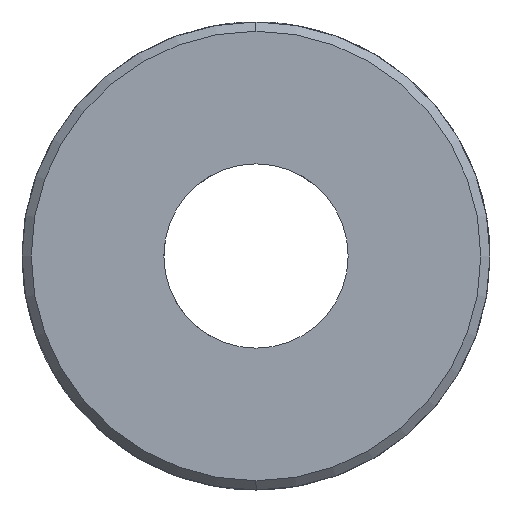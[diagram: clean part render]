
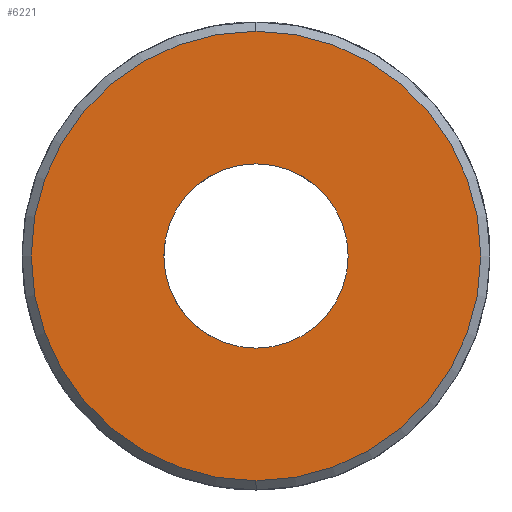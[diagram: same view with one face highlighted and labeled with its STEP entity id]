
A CAD part, left-side view. The second image highlights one B-rep face of the part: STEP entity #6221.
In plain terms, the highlighted planar face has unit normal (-1, 0, 0).
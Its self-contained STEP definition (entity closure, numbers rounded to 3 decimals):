
#336 = CARTESIAN_POINT ( 'NONE',  ( -12.7, 0., 5. ) ) ;
#471 = CARTESIAN_POINT ( 'NONE',  ( -12.7, 0., -12.2 ) ) ;
#1023 = VERTEX_POINT ( 'NONE', #471 ) ;
#1069 = CIRCLE ( 'NONE', #3916, 12.2 ) ;
#1105 = CARTESIAN_POINT ( 'NONE',  ( -12.7, 0., 12.2 ) ) ;
#1247 = CIRCLE ( 'NONE', #4085, 5. ) ;
#1432 = EDGE_LOOP ( 'NONE', ( #3634, #3648 ) ) ;
#1826 = EDGE_LOOP ( 'NONE', ( #3581, #3590 ) ) ;
#1937 = CARTESIAN_POINT ( 'NONE',  ( -12.7, 0., -5. ) ) ;
#2026 = EDGE_CURVE ( 'NONE', #3605, #1023, #2170, .T. ) ;
#2045 = CARTESIAN_POINT ( 'NONE',  ( -12.7, 0., 0. ) ) ;
#2062 = EDGE_CURVE ( 'NONE', #4924, #4692, #4220, .T. ) ;
#2170 = CIRCLE ( 'NONE', #5485, 12.2 ) ;
#2842 = DIRECTION ( 'NONE',  ( 0., 0., -1. ) ) ;
#2850 = DIRECTION ( 'NONE',  ( 1., 0., 0. ) ) ;
#2930 = CARTESIAN_POINT ( 'NONE',  ( -12.7, 0., 0. ) ) ;
#2949 = PLANE ( 'NONE',  #5727 ) ;
#3581 = ORIENTED_EDGE ( 'NONE', *, *, #2062, .F. ) ;
#3590 = ORIENTED_EDGE ( 'NONE', *, *, #3645, .F. ) ;
#3605 = VERTEX_POINT ( 'NONE', #1105 ) ;
#3634 = ORIENTED_EDGE ( 'NONE', *, *, #3977, .F. ) ;
#3645 = EDGE_CURVE ( 'NONE', #4692, #4924, #1247, .T. ) ;
#3648 = ORIENTED_EDGE ( 'NONE', *, *, #2026, .F. ) ;
#3908 = FACE_BOUND ( 'NONE', #1826, .T. ) ;
#3916 = AXIS2_PLACEMENT_3D ( 'NONE', #5850, #5837, #5832 ) ;
#3968 = FACE_OUTER_BOUND ( 'NONE', #1432, .T. ) ;
#3977 = EDGE_CURVE ( 'NONE', #1023, #3605, #1069, .T. ) ;
#4085 = AXIS2_PLACEMENT_3D ( 'NONE', #2045, #6042, #5757 ) ;
#4220 = CIRCLE ( 'NONE', #5295, 5. ) ;
#4692 = VERTEX_POINT ( 'NONE', #1937 ) ;
#4924 = VERTEX_POINT ( 'NONE', #336 ) ;
#4993 = DIRECTION ( 'NONE',  ( 0., 0., -1. ) ) ;
#5001 = DIRECTION ( 'NONE',  ( 1., 0., 0. ) ) ;
#5010 = CARTESIAN_POINT ( 'NONE',  ( -12.7, 0., 0. ) ) ;
#5295 = AXIS2_PLACEMENT_3D ( 'NONE', #6095, #6058, #6113 ) ;
#5485 = AXIS2_PLACEMENT_3D ( 'NONE', #5010, #5001, #4993 ) ;
#5727 = AXIS2_PLACEMENT_3D ( 'NONE', #2930, #2850, #2842 ) ;
#5757 = DIRECTION ( 'NONE',  ( 0., 0., 1. ) ) ;
#5832 = DIRECTION ( 'NONE',  ( 0., 0., -1. ) ) ;
#5837 = DIRECTION ( 'NONE',  ( 1., 0., 0. ) ) ;
#5850 = CARTESIAN_POINT ( 'NONE',  ( -12.7, 0., 0. ) ) ;
#6042 = DIRECTION ( 'NONE',  ( -1., 0., 0. ) ) ;
#6058 = DIRECTION ( 'NONE',  ( -1., 0., 0. ) ) ;
#6095 = CARTESIAN_POINT ( 'NONE',  ( -12.7, 0., 0. ) ) ;
#6113 = DIRECTION ( 'NONE',  ( 0., 0., 1. ) ) ;
#6221 = ADVANCED_FACE ( 'NONE', ( #3908, #3968 ), #2949, .F. ) ;
